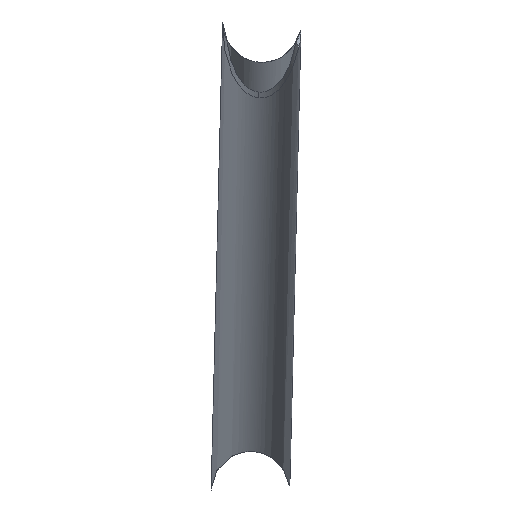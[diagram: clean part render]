
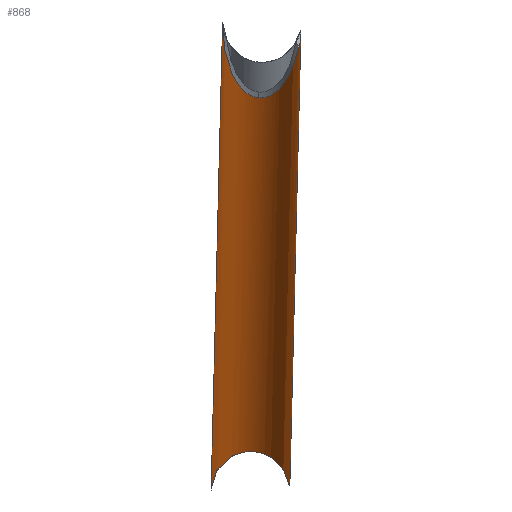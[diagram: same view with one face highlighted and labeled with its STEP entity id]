
A CAD part, front view. The second image highlights one B-rep face of the part: STEP entity #868.
In plain terms, the highlighted cylindrical face has radius 14 mm (diameter 28 mm), a partial arc.
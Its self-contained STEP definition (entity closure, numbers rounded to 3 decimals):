
#63=CARTESIAN_POINT('Vertex',(-2271.401,175.77,-57.203)) ;
#69=CARTESIAN_POINT('Control Point',(-2271.401,175.77,-57.203)) ;
#70=CARTESIAN_POINT('Control Point',(-2271.525,170.398,-56.317)) ;
#71=CARTESIAN_POINT('Control Point',(-2271.721,165.039,-55.431)) ;
#72=CARTESIAN_POINT('Control Point',(-2271.992,159.703,-54.547)) ;
#73=CARTESIAN_POINT('Control Point',(-2272.625,150.136,-52.959)) ;
#74=CARTESIAN_POINT('Control Point',(-2273.58,140.596,-51.368)) ;
#75=CARTESIAN_POINT('Control Point',(-2274.065,136.465,-50.677)) ;
#76=CARTESIAN_POINT('Control Point',(-2274.968,129.884,-49.573)) ;
#77=CARTESIAN_POINT('Control Point',(-2276.175,123.354,-48.471)) ;
#78=CARTESIAN_POINT('Control Point',(-2276.66,121.002,-48.072)) ;
#79=CARTESIAN_POINT('Control Point',(-2277.534,117.223,-47.43)) ;
#80=CARTESIAN_POINT('Control Point',(-2278.647,113.509,-46.792)) ;
#81=CARTESIAN_POINT('Control Point',(-2279.095,112.165,-46.56)) ;
#82=CARTESIAN_POINT('Control Point',(-2279.885,110.045,-46.192)) ;
#83=CARTESIAN_POINT('Control Point',(-2280.892,108.022,-45.835)) ;
#84=CARTESIAN_POINT('Control Point',(-2281.284,107.325,-45.711)) ;
#85=CARTESIAN_POINT('Control Point',(-2281.967,106.265,-45.52)) ;
#86=CARTESIAN_POINT('Control Point',(-2282.838,105.358,-45.35)) ;
#87=CARTESIAN_POINT('Control Point',(-2283.176,105.062,-45.293)) ;
#88=CARTESIAN_POINT('Control Point',(-2283.774,104.662,-45.212)) ;
#89=CARTESIAN_POINT('Control Point',(-2284.46,104.46,-45.163)) ;
#90=CARTESIAN_POINT('Control Point',(-2284.729,104.42,-45.149)) ;
#91=CARTESIAN_POINT('Control Point',(-2285.,104.422,-45.143)) ;
#92=CARTESIAN_POINT('Control Point',(-2285.266,104.461,-45.143)) ;
#93=CARTESIAN_POINT('Vertex',(-2285.266,104.461,-45.143)) ;
#503=CARTESIAN_POINT('Vertex',(-2282.446,-268.939,80.955)) ;
#507=CARTESIAN_POINT('Control Point',(-2268.095,-293.235,98.975)) ;
#508=CARTESIAN_POINT('Control Point',(-2268.283,-291.969,98.023)) ;
#509=CARTESIAN_POINT('Control Point',(-2268.497,-290.706,97.072)) ;
#510=CARTESIAN_POINT('Control Point',(-2268.737,-289.445,96.125)) ;
#511=CARTESIAN_POINT('Control Point',(-2269.275,-286.937,94.242)) ;
#512=CARTESIAN_POINT('Control Point',(-2269.94,-284.451,92.378)) ;
#513=CARTESIAN_POINT('Control Point',(-2270.308,-283.212,91.451)) ;
#514=CARTESIAN_POINT('Control Point',(-2271.216,-280.461,89.392)) ;
#515=CARTESIAN_POINT('Control Point',(-2272.355,-277.762,87.379)) ;
#516=CARTESIAN_POINT('Control Point',(-2273.055,-276.324,86.309)) ;
#517=CARTESIAN_POINT('Control Point',(-2274.387,-273.965,84.559)) ;
#518=CARTESIAN_POINT('Control Point',(-2276.161,-271.804,82.967)) ;
#519=CARTESIAN_POINT('Control Point',(-2276.938,-271.002,82.38)) ;
#520=CARTESIAN_POINT('Control Point',(-2278.376,-269.817,81.52)) ;
#521=CARTESIAN_POINT('Control Point',(-2280.192,-269.086,81.011)) ;
#522=CARTESIAN_POINT('Control Point',(-2280.935,-268.9,80.889)) ;
#523=CARTESIAN_POINT('Control Point',(-2281.702,-268.858,80.876)) ;
#524=CARTESIAN_POINT('Control Point',(-2282.446,-268.939,80.955)) ;
#525=CARTESIAN_POINT('Vertex',(-2268.095,-293.235,98.975)) ;
#554=CARTESIAN_POINT('Vertex',(-2295.199,-303.335,107.274)) ;
#558=CARTESIAN_POINT('Control Point',(-2295.199,-303.335,107.274)) ;
#559=CARTESIAN_POINT('Control Point',(-2295.219,-300.891,105.427)) ;
#560=CARTESIAN_POINT('Control Point',(-2295.156,-298.448,103.578)) ;
#561=CARTESIAN_POINT('Control Point',(-2295.008,-296.017,101.736)) ;
#562=CARTESIAN_POINT('Control Point',(-2294.56,-291.412,98.244)) ;
#563=CARTESIAN_POINT('Control Point',(-2293.75,-286.844,94.77)) ;
#564=CARTESIAN_POINT('Control Point',(-2293.283,-284.723,93.154)) ;
#565=CARTESIAN_POINT('Control Point',(-2292.305,-281.097,90.389)) ;
#566=CARTESIAN_POINT('Control Point',(-2290.919,-277.564,87.684)) ;
#567=CARTESIAN_POINT('Control Point',(-2290.273,-276.151,86.6)) ;
#568=CARTESIAN_POINT('Control Point',(-2289.028,-273.834,84.817)) ;
#569=CARTESIAN_POINT('Control Point',(-2287.34,-271.715,83.174)) ;
#570=CARTESIAN_POINT('Control Point',(-2286.593,-270.928,82.56)) ;
#571=CARTESIAN_POINT('Control Point',(-2285.378,-269.918,81.767)) ;
#572=CARTESIAN_POINT('Control Point',(-2283.868,-269.253,81.227)) ;
#573=CARTESIAN_POINT('Control Point',(-2283.411,-269.099,81.099)) ;
#574=CARTESIAN_POINT('Control Point',(-2282.934,-268.992,81.007)) ;
#575=CARTESIAN_POINT('Control Point',(-2282.446,-268.939,80.955)) ;
#591=CARTESIAN_POINT('Control Point',(-2268.095,-293.235,98.975)) ;
#592=CARTESIAN_POINT('Control Point',(-2267.711,-292.518,99.887)) ;
#593=CARTESIAN_POINT('Control Point',(-2267.435,-291.881,100.906)) ;
#594=CARTESIAN_POINT('Control Point',(-2267.297,-291.357,102.02)) ;
#595=CARTESIAN_POINT('Control Point',(-2267.3,-290.97,103.177)) ;
#596=CARTESIAN_POINT('Vertex',(-2267.3,-290.97,103.177)) ;
#653=CARTESIAN_POINT('Control Point',(-2299.248,187.438,-58.44)) ;
#654=CARTESIAN_POINT('Control Point',(-2299.2,181.589,-57.48)) ;
#655=CARTESIAN_POINT('Control Point',(-2299.069,175.74,-56.522)) ;
#656=CARTESIAN_POINT('Control Point',(-2298.856,169.922,-55.571)) ;
#657=CARTESIAN_POINT('Control Point',(-2298.291,158.97,-53.784)) ;
#658=CARTESIAN_POINT('Control Point',(-2297.368,148.042,-52.011)) ;
#659=CARTESIAN_POINT('Control Point',(-2296.856,143.02,-51.198)) ;
#660=CARTESIAN_POINT('Control Point',(-2295.899,135.139,-49.926)) ;
#661=CARTESIAN_POINT('Control Point',(-2294.592,127.308,-48.671)) ;
#662=CARTESIAN_POINT('Control Point',(-2294.08,124.568,-48.233)) ;
#663=CARTESIAN_POINT('Control Point',(-2293.155,120.154,-47.53)) ;
#664=CARTESIAN_POINT('Control Point',(-2291.982,115.799,-46.843)) ;
#665=CARTESIAN_POINT('Control Point',(-2291.508,114.21,-46.593)) ;
#666=CARTESIAN_POINT('Control Point',(-2290.669,111.687,-46.199)) ;
#667=CARTESIAN_POINT('Control Point',(-2289.609,109.249,-45.824)) ;
#668=CARTESIAN_POINT('Control Point',(-2289.194,108.397,-45.694)) ;
#669=CARTESIAN_POINT('Control Point',(-2288.471,107.082,-45.496)) ;
#670=CARTESIAN_POINT('Control Point',(-2287.548,105.902,-45.324)) ;
#671=CARTESIAN_POINT('Control Point',(-2287.192,105.51,-45.268)) ;
#672=CARTESIAN_POINT('Control Point',(-2286.619,104.996,-45.198)) ;
#673=CARTESIAN_POINT('Control Point',(-2285.941,104.646,-45.157)) ;
#674=CARTESIAN_POINT('Control Point',(-2285.723,104.558,-45.148)) ;
#675=CARTESIAN_POINT('Control Point',(-2285.497,104.495,-45.143)) ;
#676=CARTESIAN_POINT('Control Point',(-2285.266,104.461,-45.143)) ;
#677=CARTESIAN_POINT('Vertex',(-2299.248,187.438,-58.44)) ;
#811=CARTESIAN_POINT('Line Origine',(-2297.228,-57.421,24.239)) ;
#816=CARTESIAN_POINT('Line Origine',(-2269.229,-57.19,24.239)) ;
#820=CARTESIAN_POINT('Vertex',(-2271.156,176.383,-54.629)) ;
#847=CARTESIAN_POINT('Axis2P3D Location',(-2283.229,-57.306,24.239)) ;
#853=CARTESIAN_POINT('Control Point',(-2271.401,175.77,-57.203)) ;
#854=CARTESIAN_POINT('Control Point',(-2271.238,175.891,-56.338)) ;
#855=CARTESIAN_POINT('Control Point',(-2271.154,176.096,-55.47)) ;
#856=CARTESIAN_POINT('Control Point',(-2271.156,176.383,-54.629)) ;
#812=DIRECTION('Vector Direction',(0.008,-0.947,0.32)) ;
#817=DIRECTION('Vector Direction',(0.008,-0.947,0.32)) ;
#848=DIRECTION('Axis2P3D Direction',(0.008,-0.947,0.32)) ;
#849=DIRECTION('Axis2P3D XDirection',(-1.,-0.008,0.)) ;
#850=AXIS2_PLACEMENT_3D('Cylinder Axis2P3D',#847,#848,#849) ;
#859=ORIENTED_EDGE('',*,*,#822,.T.) ;
#860=ORIENTED_EDGE('',*,*,#598,.F.) ;
#861=ORIENTED_EDGE('',*,*,#527,.T.) ;
#862=ORIENTED_EDGE('',*,*,#576,.F.) ;
#863=ORIENTED_EDGE('',*,*,#815,.F.) ;
#864=ORIENTED_EDGE('',*,*,#679,.T.) ;
#865=ORIENTED_EDGE('',*,*,#95,.F.) ;
#866=ORIENTED_EDGE('',*,*,#857,.T.) ;
#813=VECTOR('Line Direction',#812,1.) ;
#818=VECTOR('Line Direction',#817,1.) ;
#868=ADVANCED_FACE('PartBody',(#867),#851,.T.) ;
#68=B_SPLINE_CURVE_WITH_KNOTS('',5,(#69,#70,#71,#72,#73,#74,#75,#76,#77,#78,#79,#80,#81,#82,#83,#84,#85,#86,#87,#88,#89,#90,#91,#92),.UNSPECIFIED.,.F.,.U.,(6,3,3,3,3,3,3,6),(22.556,61.104,91.266,108.698,119.045,124.866,127.999,129.897),.UNSPECIFIED.) ;
#506=B_SPLINE_CURVE_WITH_KNOTS('',5,(#507,#508,#509,#510,#511,#512,#513,#514,#515,#516,#517,#518,#519,#520,#521,#522,#523,#524),.UNSPECIFIED.,.F.,.U.,(6,3,3,3,3,6),(18.971,30.25,41.53,55.368,64.233,69.554),.UNSPECIFIED.) ;
#557=B_SPLINE_CURVE_WITH_KNOTS('',5,(#558,#559,#560,#561,#562,#563,#564,#565,#566,#567,#568,#569,#570,#571,#572,#573,#574,#575),.UNSPECIFIED.,.F.,.U.,(6,3,3,3,3,6),(0.,21.662,40.968,54.592,63.331,66.819),.UNSPECIFIED.) ;
#590=B_SPLINE_CURVE_WITH_KNOTS('',4,(#591,#592,#593,#594,#595),.UNSPECIFIED.,.F.,.U.,(5,5),(21.852,28.758),.UNSPECIFIED.) ;
#652=B_SPLINE_CURVE_WITH_KNOTS('',5,(#653,#654,#655,#656,#657,#658,#659,#660,#661,#662,#663,#664,#665,#666,#667,#668,#669,#670,#671,#672,#673,#674,#675,#676),.UNSPECIFIED.,.F.,.U.,(6,3,3,3,3,3,3,6),(0.,41.915,78.551,98.743,110.804,117.716,121.448,123.097),.UNSPECIFIED.) ;
#852=B_SPLINE_CURVE_WITH_KNOTS('',3,(#853,#854,#855,#856),.UNSPECIFIED.,.F.,.U.,(4,4),(34.762,38.531),.UNSPECIFIED.) ;
#851=CYLINDRICAL_SURFACE('generated cylinder',#850,14.) ;
#95=EDGE_CURVE('',#64,#94,#68,.T.) ;
#527=EDGE_CURVE('',#526,#504,#506,.T.) ;
#576=EDGE_CURVE('',#555,#504,#557,.T.) ;
#598=EDGE_CURVE('',#526,#597,#590,.T.) ;
#679=EDGE_CURVE('',#678,#94,#652,.T.) ;
#815=EDGE_CURVE('',#678,#555,#814,.T.) ;
#822=EDGE_CURVE('',#821,#597,#819,.T.) ;
#857=EDGE_CURVE('',#64,#821,#852,.T.) ;
#858=EDGE_LOOP('',(#859,#860,#861,#862,#863,#864,#865,#866)) ;
#867=FACE_OUTER_BOUND('',#858,.T.) ;
#814=LINE('Line',#811,#813) ;
#819=LINE('Line',#816,#818) ;
#64=VERTEX_POINT('',#63) ;
#94=VERTEX_POINT('',#93) ;
#504=VERTEX_POINT('',#503) ;
#526=VERTEX_POINT('',#525) ;
#555=VERTEX_POINT('',#554) ;
#597=VERTEX_POINT('',#596) ;
#678=VERTEX_POINT('',#677) ;
#821=VERTEX_POINT('',#820) ;
